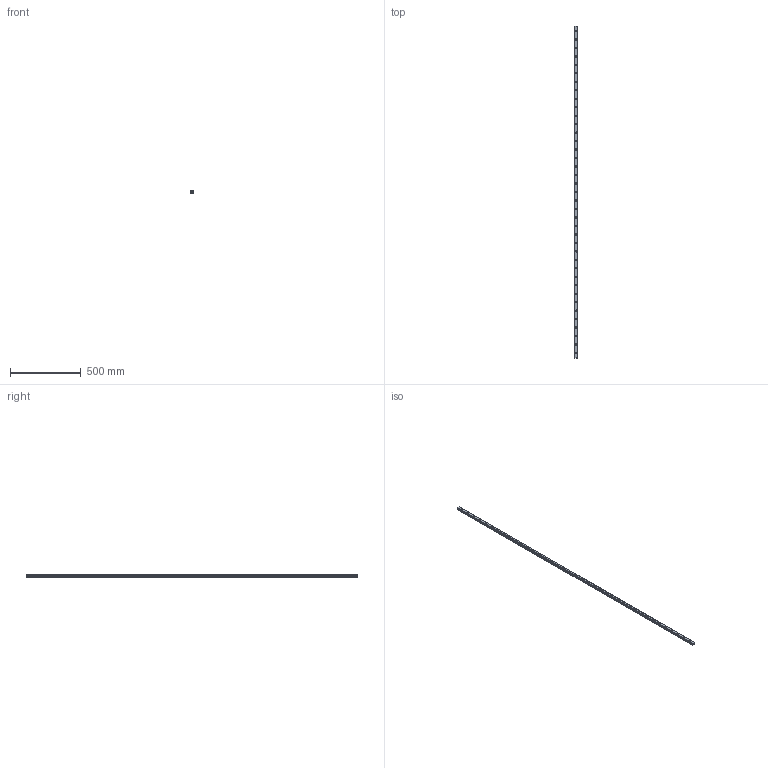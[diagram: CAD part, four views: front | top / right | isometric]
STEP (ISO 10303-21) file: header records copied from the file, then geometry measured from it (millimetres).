
FILE_DESCRIPTION(('STEP AP214'),'1');
FILE_NAME('cctmp_FCCE00EA-2829-43CA-9E35-E3BC3B7C3234_2020_5_19_9_35_43_143..stp','2020-05-19T07:35:43',('HIWIN GmbH'),('CADClick - www.CADClick.com'),'Spatial InterOp 3D',' ','unknown authorization');
FILE_SCHEMA(('AUTOMOTIVE_DESIGN'));
Length unit declared in the file: millimetre
Products named in the file (1): HGR20R2350H_FILE
Bounding box: 20 x 2350 x 17.5 mm (x, y, z)
Volume: 671972.6 mm3; surface area: 199321.3 mm2
Topology: 1 solids, 1 shells, 458 faces, 1005 edges, 670 vertices
Faces by surface type: cylinder 256, plane 202
Entity records: 16489 total; most frequent: DIRECTION 2435, CARTESIAN_POINT 2134, ORIENTED_EDGE 2010, EDGE_CURVE 1005, AXIS2_PLACEMENT_3D 971, VERTEX_POINT 670, EDGE_LOOP 579, CIRCLE 512
